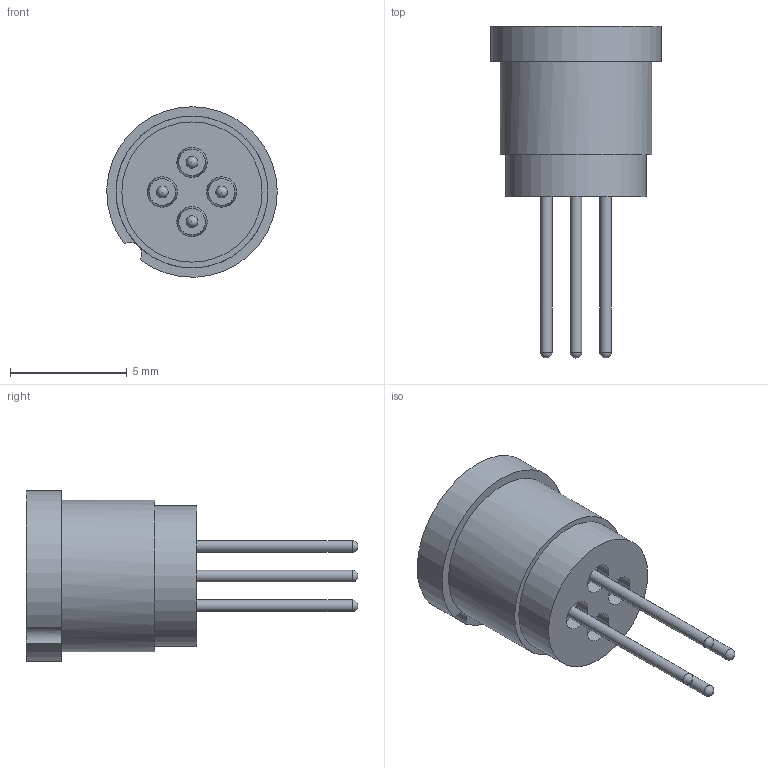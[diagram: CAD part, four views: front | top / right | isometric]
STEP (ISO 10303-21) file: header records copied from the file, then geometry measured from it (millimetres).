
FILE_DESCRIPTION(('FreeCAD Model'),'2;1');
FILE_NAME('lds-t-4.stp','2020-11-18T12:01:46',( 'Author'),(''),'Open CASCADE STEP processor 7.3','FreeCAD','Unknown' );
FILE_SCHEMA(('AUTOMOTIVE_DESIGN { 1 0 10303 214 1 1 1 1 }'));
Length unit declared in the file: millimetre
Products named in the file (8): 001028142; 001028144; LDS-T-3_B1; 001003433003; 001004119003; LDS-T-3_B2; LDS-T-3_B3; LDS-T-3_B4
Assembly tree (13 placements, depth 3):
  001028142
    001028144
    LDS-T-3_B1
      001003433003
      001004119003
    LDS-T-3_B2
      001003433003
      001004119003
    LDS-T-3_B3
      001003433003
      001004119003
    LDS-T-3_B4
      001003433003
      001004119003
Bounding box: 7.3 x 14.2 x 7.3 mm (x, y, z)
Volume: 240.9 mm3; surface area: 619.3 mm2
Topology: 9 solids, 9 shells, 168 faces, 390 edges, 225 vertices
Faces by surface type: cone 64, plane 52, cylinder 48, sphere 4
Full cylindrical faces by diameter (mm): 0.5 x4, 0.86 x4, 1.1 x4, 1.11 x4, 1.3 x4, 1.4 x8, 6 x1, 6.5 x1
Entity records: 4024 total; most frequent: CARTESIAN_POINT 1682, DIRECTION 383, ORIENTED_EDGE 230, PCURVE 230, DEFINITIONAL_REPRESENTATION 230, LINE 148, VECTOR 148, EDGE_CURVE 115
